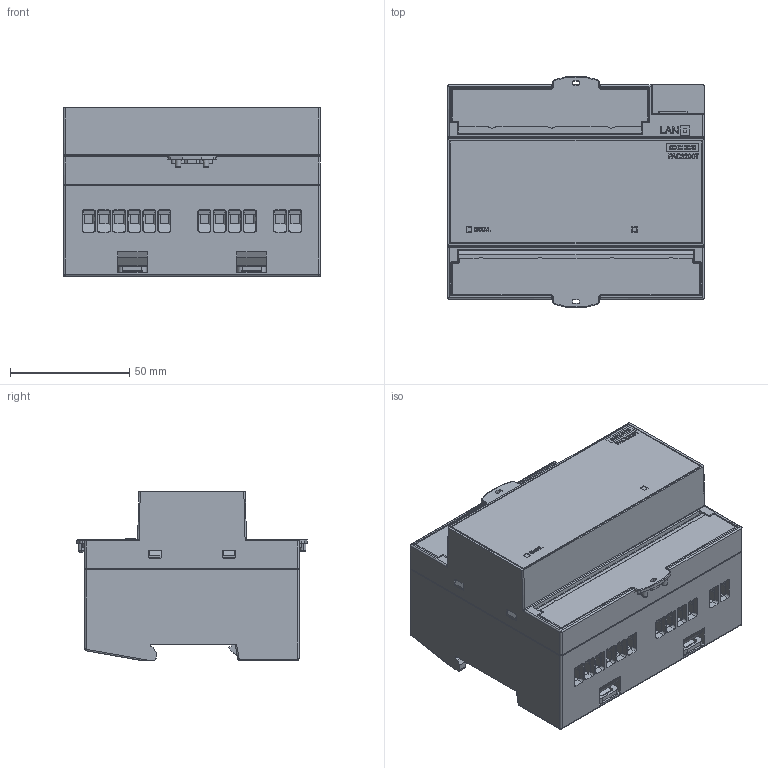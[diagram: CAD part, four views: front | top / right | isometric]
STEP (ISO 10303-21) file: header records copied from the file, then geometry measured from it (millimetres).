
FILE_DESCRIPTION(('STEP AP214'),'1');
FILE_NAME('cctmp_17BBF736-9221-4444-B42A-4E7238DC8CC4_2023_07_22_12_13_12_0855..stp','2023-07-22T10:13:16',('SIEMENS A&D'),('CADClick - www.CADClick.com'),'Spatial InterOp 3D postprocessed',' ','unknown authorization');
FILE_SCHEMA(('AUTOMOTIVE_DESIGN'));
Length unit declared in the file: millimetre
Products named in the file (4): cc_unnamed; 2023_07_22_12_13_12_0742; 2023_07_22_12_13_12_0738; 2023_07_22_12_13_12_0734
Assembly tree (3 placements, depth 2):
  cc_unnamed
    2023_07_22_12_13_12_0742
    2023_07_22_12_13_12_0738
    2023_07_22_12_13_12_0734
Bounding box: 107.8 x 96.9 x 70.9 mm (x, y, z)
Volume: 221755.3 mm3; surface area: 112873.8 mm2
Topology: 3 solids, 4 shells, 3297 faces, 9029 edges, 5859 vertices
Faces by surface type: plane 2296, cylinder 664, extrusion 91, torus 85, cone 68, bspline 56, sphere 37
Entity records: 119456 total; most frequent: CARTESIAN_POINT 25313, ORIENTED_EDGE 17988, DIRECTION 16757, EDGE_CURVE 8994, VECTOR 6769, LINE 6678, VERTEX_POINT 5859, AXIS2_PLACEMENT_3D 4994
